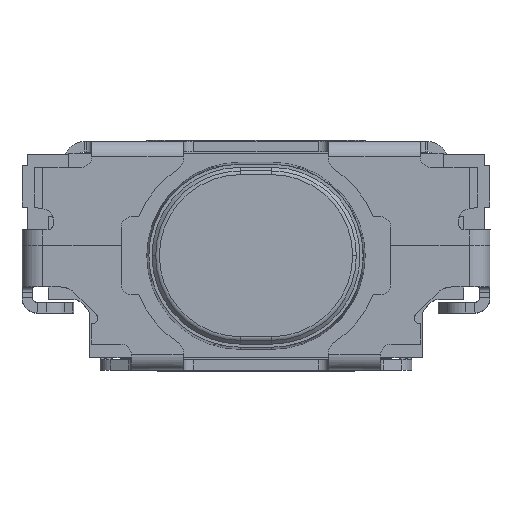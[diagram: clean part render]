
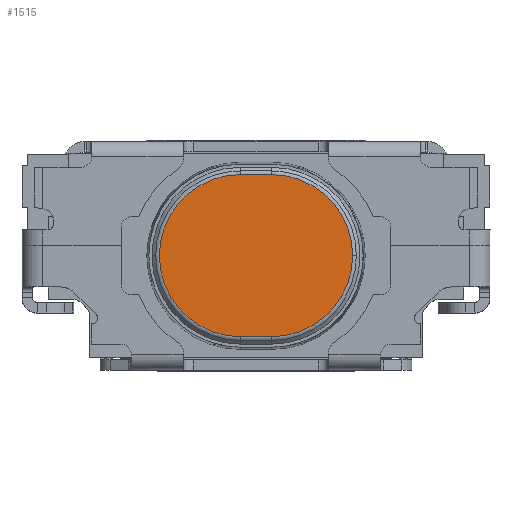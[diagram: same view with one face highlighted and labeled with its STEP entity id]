
A CAD part, top view. The second image highlights one B-rep face of the part: STEP entity #1515.
In plain terms, the highlighted planar face has unit normal (0, 0, 1).
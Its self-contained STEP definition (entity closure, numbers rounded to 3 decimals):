
#23 = VERTEX_POINT ( 'NONE', #4270 ) ;
#45 = EDGE_CURVE ( 'NONE', #23, #513, #4290, .T. ) ;
#513 = VERTEX_POINT ( 'NONE', #5142 ) ;
#1515 = ADVANCED_FACE ( 'NONE', ( #6695 ), #6694, .T. ) ;
#1516 = ORIENTED_EDGE ( 'NONE', *, *, #1517, .T. ) ;
#1517 = EDGE_CURVE ( 'NONE', #1518, #1519, #6753, .T. ) ;
#1518 = VERTEX_POINT ( 'NONE', #6748 ) ;
#1519 = VERTEX_POINT ( 'NONE', #6747 ) ;
#1520 = ORIENTED_EDGE ( 'NONE', *, *, #1521, .T. ) ;
#1521 = EDGE_CURVE ( 'NONE', #1519, #23, #6746, .T. ) ;
#1553 = VERTEX_POINT ( 'NONE', #6764 ) ;
#1560 = ORIENTED_EDGE ( 'NONE', *, *, #1561, .T. ) ;
#1561 = EDGE_CURVE ( 'NONE', #1553, #1518, #6812, .T. ) ;
#1564 = ORIENTED_EDGE ( 'NONE', *, *, #1614, .T. ) ;
#1566 = ORIENTED_EDGE ( 'NONE', *, *, #45, .T. ) ;
#1582 = EDGE_LOOP ( 'NONE', ( #1516, #1520, #1566, #1564, #1560 ) ) ;
#1614 = EDGE_CURVE ( 'NONE', #513, #1553, #6872, .T. ) ;
#4270 = CARTESIAN_POINT ( 'NONE',  ( 0.15, -0.779, 0.6 ) ) ;
#4287 = DIRECTION ( 'NONE',  ( 1., 0., 0. ) ) ;
#4288 = DIRECTION ( 'NONE',  ( 0., 0., 1. ) ) ;
#4289 = AXIS2_PLACEMENT_3D ( 'NONE', #4295, #4288, #4287 ) ;
#4290 = CIRCLE ( 'NONE', #4289, 0.779 ) ;
#4295 = CARTESIAN_POINT ( 'NONE',  ( 0.15, 0., 0.6 ) ) ;
#5142 = CARTESIAN_POINT ( 'NONE',  ( 0.929, 0., 0.6 ) ) ;
#6693 = AXIS2_PLACEMENT_3D ( 'NONE', #6756, #6755, #6754 ) ;
#6694 = PLANE ( 'NONE',  #6693 ) ;
#6695 = FACE_OUTER_BOUND ( 'NONE', #1582, .T. ) ;
#6743 = DIRECTION ( 'NONE',  ( 1., 0., 0. ) ) ;
#6744 = VECTOR ( 'NONE', #6743, 1000. ) ;
#6745 = CARTESIAN_POINT ( 'NONE',  ( 0.15, -0.779, 0.6 ) ) ;
#6746 = LINE ( 'NONE', #6745, #6744 ) ;
#6747 = CARTESIAN_POINT ( 'NONE',  ( -0.15, -0.779, 0.6 ) ) ;
#6748 = CARTESIAN_POINT ( 'NONE',  ( -0.15, 0.779, 0.6 ) ) ;
#6749 = DIRECTION ( 'NONE',  ( 1., 0., 0. ) ) ;
#6750 = DIRECTION ( 'NONE',  ( 0., 0., 1. ) ) ;
#6751 = CARTESIAN_POINT ( 'NONE',  ( -0.15, 0., 0.6 ) ) ;
#6752 = AXIS2_PLACEMENT_3D ( 'NONE', #6751, #6750, #6749 ) ;
#6753 = CIRCLE ( 'NONE', #6752, 0.779 ) ;
#6754 = DIRECTION ( 'NONE',  ( 1., 0., 0. ) ) ;
#6755 = DIRECTION ( 'NONE',  ( 0., 0., 1. ) ) ;
#6756 = CARTESIAN_POINT ( 'NONE',  ( 0.15, -0.6, 0.6 ) ) ;
#6764 = CARTESIAN_POINT ( 'NONE',  ( 0.15, 0.779, 0.6 ) ) ;
#6809 = DIRECTION ( 'NONE',  ( -1., 0., 0. ) ) ;
#6810 = VECTOR ( 'NONE', #6809, 1000. ) ;
#6811 = CARTESIAN_POINT ( 'NONE',  ( -0.15, 0.779, 0.6 ) ) ;
#6812 = LINE ( 'NONE', #6811, #6810 ) ;
#6868 = DIRECTION ( 'NONE',  ( 1., 0., 0. ) ) ;
#6869 = DIRECTION ( 'NONE',  ( 0., 0., 1. ) ) ;
#6870 = CARTESIAN_POINT ( 'NONE',  ( 0.15, 0., 0.6 ) ) ;
#6871 = AXIS2_PLACEMENT_3D ( 'NONE', #6870, #6869, #6868 ) ;
#6872 = CIRCLE ( 'NONE', #6871, 0.779 ) ;
